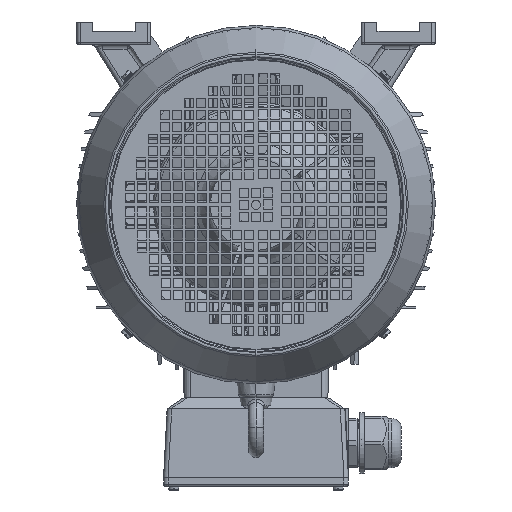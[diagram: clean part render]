
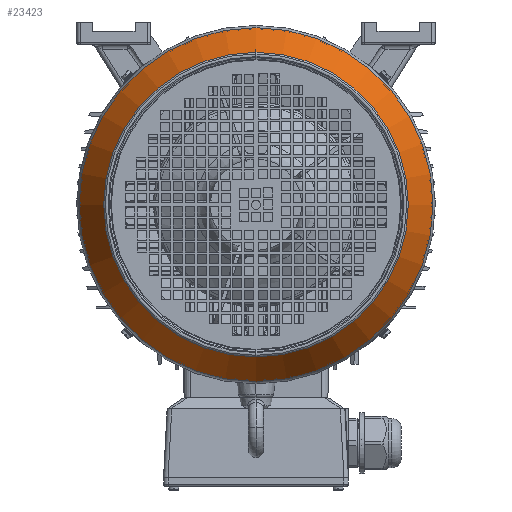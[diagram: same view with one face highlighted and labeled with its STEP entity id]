
A CAD part, left-side view. The second image highlights one B-rep face of the part: STEP entity #23423.
In plain terms, the highlighted conical face has half-angle 30 degrees and reference radius 144.197 mm.
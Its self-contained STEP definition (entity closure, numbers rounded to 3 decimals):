
#12197=CONICAL_SURFACE('',#98450,144.197,30.);
#16158=CIRCLE('',#98443,154.99);
#16161=CIRCLE('',#98448,133.405);
#16162=CIRCLE('',#98449,133.405);
#23423=ADVANCED_FACE('',(#28210,#28211),#12197,.T.);
#28210=FACE_BOUND('',#32417,.T.);
#28211=FACE_BOUND('',#32418,.T.);
#32417=EDGE_LOOP('',(#64434));
#32418=EDGE_LOOP('',(#64435,#64436));
#64434=ORIENTED_EDGE('',*,*,#88129,.F.);
#64435=ORIENTED_EDGE('',*,*,#88132,.T.);
#64436=ORIENTED_EDGE('',*,*,#88133,.T.);
#77974=VERTEX_POINT('',#156465);
#77977=VERTEX_POINT('',#156473);
#77978=VERTEX_POINT('',#156474);
#88129=EDGE_CURVE('',#77974,#77974,#16158,.T.);
#88132=EDGE_CURVE('',#77977,#77978,#16161,.T.);
#88133=EDGE_CURVE('',#77978,#77977,#16162,.T.);
#98443=AXIS2_PLACEMENT_3D('',#156464,#114275,#114276);
#98448=AXIS2_PLACEMENT_3D('',#156472,#114285,#114286);
#98449=AXIS2_PLACEMENT_3D('',#156475,#114287,#114288);
#98450=AXIS2_PLACEMENT_3D('',#156476,#114289,#114290);
#114275=DIRECTION('',(1.,0.,0.));
#114276=DIRECTION('',(0.,0.,-1.));
#114285=DIRECTION('',(1.,0.,0.));
#114286=DIRECTION('',(0.,0.,-1.));
#114287=DIRECTION('',(1.,0.,0.));
#114288=DIRECTION('',(0.,0.,-1.));
#114289=DIRECTION('',(1.,0.,0.));
#114290=DIRECTION('',(0.,0.,1.));
#156464=CARTESIAN_POINT('',(-111.046,166.457,-166.457));
#156465=CARTESIAN_POINT('',(-111.046,166.457,-321.448));
#156472=CARTESIAN_POINT('',(-148.433,166.457,-166.457));
#156473=CARTESIAN_POINT('',(-148.433,166.457,-299.862));
#156474=CARTESIAN_POINT('',(-148.433,166.457,-33.053));
#156475=CARTESIAN_POINT('',(-148.433,166.457,-166.457));
#156476=CARTESIAN_POINT('',(-129.739,166.457,-166.457));
